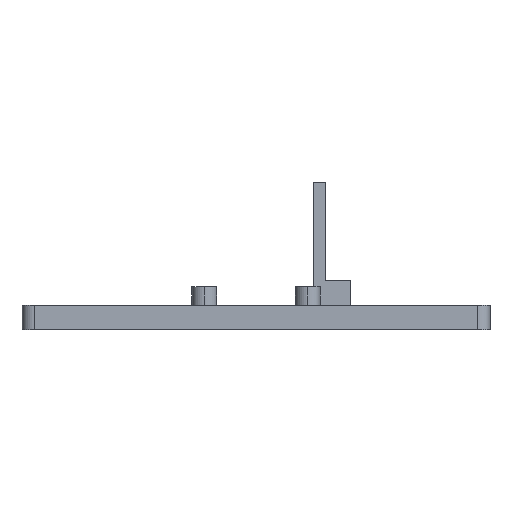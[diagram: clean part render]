
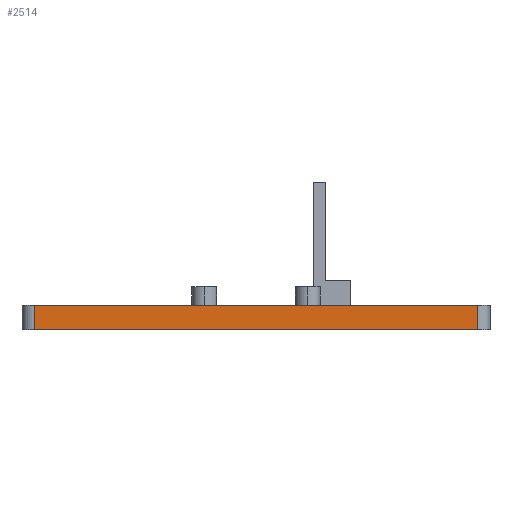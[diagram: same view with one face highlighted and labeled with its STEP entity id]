
A CAD part, left-side view. The second image highlights one B-rep face of the part: STEP entity #2514.
In plain terms, the highlighted planar face has unit normal (-1, 0, 0).
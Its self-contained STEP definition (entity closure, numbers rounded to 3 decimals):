
#452 = ORIENTED_EDGE ( 'NONE', *, *, #6091, .F. ) ;
#681 = CARTESIAN_POINT ( 'NONE',  ( -70., 90., 10. ) ) ;
#901 = CARTESIAN_POINT ( 'NONE',  ( -70., -90., 0. ) ) ;
#919 = VERTEX_POINT ( 'NONE', #1109 ) ;
#990 = CARTESIAN_POINT ( 'NONE',  ( -70., -80., 10. ) ) ;
#1109 = CARTESIAN_POINT ( 'NONE',  ( -70., -90., 10. ) ) ;
#1449 = VERTEX_POINT ( 'NONE', #4233 ) ;
#1514 = EDGE_CURVE ( 'NONE', #4961, #919, #3130, .T. ) ;
#1539 = LINE ( 'NONE', #4379, #3616 ) ;
#1854 = ORIENTED_EDGE ( 'NONE', *, *, #4955, .T. ) ;
#2027 = ORIENTED_EDGE ( 'NONE', *, *, #1514, .T. ) ;
#2073 = CARTESIAN_POINT ( 'NONE',  ( -70., -80., 0. ) ) ;
#2362 = VERTEX_POINT ( 'NONE', #681 ) ;
#2514 = ADVANCED_FACE ( 'NONE', ( #7310 ), #4522, .F. ) ;
#3130 = LINE ( 'NONE', #4870, #6593 ) ;
#3330 = AXIS2_PLACEMENT_3D ( 'NONE', #3959, #4978, #5649 ) ;
#3427 = VECTOR ( 'NONE', #4929, 1000. ) ;
#3616 = VECTOR ( 'NONE', #6151, 1000. ) ;
#3959 = CARTESIAN_POINT ( 'NONE',  ( -70., -80., 10. ) ) ;
#4233 = CARTESIAN_POINT ( 'NONE',  ( -70., 90., 0. ) ) ;
#4289 = EDGE_LOOP ( 'NONE', ( #452, #1854, #6509, #2027 ) ) ;
#4379 = CARTESIAN_POINT ( 'NONE',  ( -70., 90., 0. ) ) ;
#4522 = PLANE ( 'NONE',  #3330 ) ;
#4870 = CARTESIAN_POINT ( 'NONE',  ( -70., -90., 10. ) ) ;
#4929 = DIRECTION ( 'NONE',  ( 0., -1., 0. ) ) ;
#4955 = EDGE_CURVE ( 'NONE', #2362, #1449, #1539, .T. ) ;
#4961 = VERTEX_POINT ( 'NONE', #901 ) ;
#4968 = EDGE_CURVE ( 'NONE', #1449, #4961, #5585, .T. ) ;
#4978 = DIRECTION ( 'NONE',  ( 1., 0., 0. ) ) ;
#5021 = DIRECTION ( 'NONE',  ( 0., -1., 0. ) ) ;
#5585 = LINE ( 'NONE', #2073, #7472 ) ;
#5649 = DIRECTION ( 'NONE',  ( 0., 0., -1. ) ) ;
#6091 = EDGE_CURVE ( 'NONE', #2362, #919, #6166, .T. ) ;
#6151 = DIRECTION ( 'NONE',  ( 0., 0., -1. ) ) ;
#6166 = LINE ( 'NONE', #990, #3427 ) ;
#6509 = ORIENTED_EDGE ( 'NONE', *, *, #4968, .T. ) ;
#6593 = VECTOR ( 'NONE', #7246, 1000. ) ;
#7246 = DIRECTION ( 'NONE',  ( 0., 0., 1. ) ) ;
#7310 = FACE_OUTER_BOUND ( 'NONE', #4289, .T. ) ;
#7472 = VECTOR ( 'NONE', #5021, 1000. ) ;
